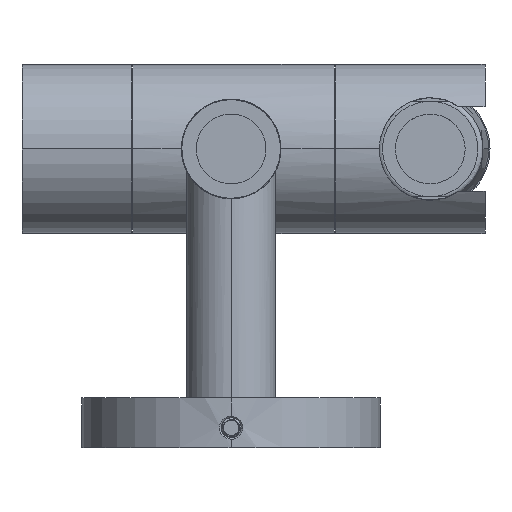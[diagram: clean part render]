
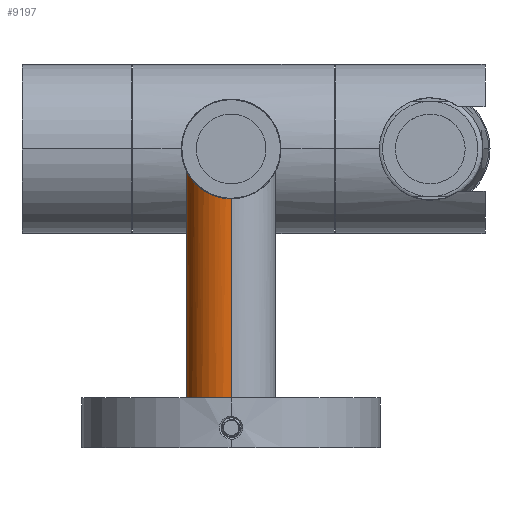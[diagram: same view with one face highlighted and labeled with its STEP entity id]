
A CAD part, front view. The second image highlights one B-rep face of the part: STEP entity #9197.
In plain terms, the highlighted cylindrical face has radius 9 mm (diameter 18 mm), a partial arc.
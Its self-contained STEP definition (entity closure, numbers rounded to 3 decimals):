
#4772=CARTESIAN_POINT('',(0.,-359.,50.));
#4773=CARTESIAN_POINT('',(-0.095,-359.,50.));
#4774=CARTESIAN_POINT('',(-0.286,-358.997,
50.003));
#4775=CARTESIAN_POINT('',(-0.571,-358.983,
50.015));
#4776=CARTESIAN_POINT('',(-0.857,-358.961,
50.035));
#4777=CARTESIAN_POINT('',(-1.143,-358.929,
50.064));
#4778=CARTESIAN_POINT('',(-1.429,-358.887,
50.101));
#4779=CARTESIAN_POINT('',(-1.716,-358.836,
50.147));
#4780=CARTESIAN_POINT('',(-2.004,-358.776,
50.201));
#4781=CARTESIAN_POINT('',(-2.291,-358.705,
50.265));
#4782=CARTESIAN_POINT('',(-2.578,-358.625,
50.337));
#4783=CARTESIAN_POINT('',(-2.866,-358.533,
50.418));
#4784=CARTESIAN_POINT('',(-3.154,-358.431,
50.509));
#4785=CARTESIAN_POINT('',(-3.441,-358.318,
50.609));
#4786=CARTESIAN_POINT('',(-3.727,-358.194,
50.719));
#4787=CARTESIAN_POINT('',(-4.014,-358.058,
50.839));
#4788=CARTESIAN_POINT('',(-4.299,-357.909,
50.969));
#4789=CARTESIAN_POINT('',(-4.583,-357.748,
51.11));
#4790=CARTESIAN_POINT('',(-4.865,-357.574,
51.261));
#4791=CARTESIAN_POINT('',(-5.146,-357.386,
51.424));
#4792=CARTESIAN_POINT('',(-5.424,-357.185,
51.596));
#4793=CARTESIAN_POINT('',(-5.698,-356.97,
51.78));
#4794=CARTESIAN_POINT('',(-5.968,-356.74,
51.974));
#4795=CARTESIAN_POINT('',(-6.234,-356.495,
52.178));
#4796=CARTESIAN_POINT('',(-6.493,-356.236,
52.392));
#4797=CARTESIAN_POINT('',(-6.746,-355.962,
52.615));
#4798=CARTESIAN_POINT('',(-6.99,-355.673,
52.846));
#4799=CARTESIAN_POINT('',(-7.224,-355.372,
53.083));
#4800=CARTESIAN_POINT('',(-7.447,-355.059,
53.323));
#4801=CARTESIAN_POINT('',(-7.656,-354.736,
53.565));
#4802=CARTESIAN_POINT('',(-7.851,-354.406,
53.803));
#4803=CARTESIAN_POINT('',(-8.027,-354.075,
54.034));
#4804=CARTESIAN_POINT('',(-8.186,-353.747,
54.254));
#4805=CARTESIAN_POINT('',(-8.326,-353.424,
54.459));
#4806=CARTESIAN_POINT('',(-8.447,-353.112,
54.646));
#4807=CARTESIAN_POINT('',(-8.551,-352.813,
54.814));
#4808=CARTESIAN_POINT('',(-8.639,-352.529,
54.963));
#4809=CARTESIAN_POINT('',(-8.713,-352.258,
55.093));
#4810=CARTESIAN_POINT('',(-8.776,-352.002,
55.205));
#4811=CARTESIAN_POINT('',(-8.828,-351.759,
55.301));
#4812=CARTESIAN_POINT('',(-8.871,-351.526,
55.383));
#4813=CARTESIAN_POINT('',(-8.906,-351.303,
55.452));
#4814=CARTESIAN_POINT('',(-8.935,-351.088,
55.509));
#4815=CARTESIAN_POINT('',(-8.958,-350.879,
55.555));
#4816=CARTESIAN_POINT('',(-8.975,-350.677,
55.59));
#4817=CARTESIAN_POINT('',(-8.988,-350.479,
55.616));
#4818=CARTESIAN_POINT('',(-8.996,-350.285,
55.633));
#4819=CARTESIAN_POINT('',(-9.,-350.093,
55.642));
#4820=CARTESIAN_POINT('',(-9.,-349.901,
55.641));
#4821=CARTESIAN_POINT('',(-8.996,-349.709,55.633));
#4822=CARTESIAN_POINT('',(-8.988,-349.515,
55.616));
#4823=CARTESIAN_POINT('',(-8.975,-349.317,
55.589));
#4824=CARTESIAN_POINT('',(-8.957,-349.116,
55.554));
#4825=CARTESIAN_POINT('',(-8.934,-348.909,
55.508));
#4826=CARTESIAN_POINT('',(-8.906,-348.694,
55.451));
#4827=CARTESIAN_POINT('',(-8.87,-348.472,
55.383));
#4828=CARTESIAN_POINT('',(-8.827,-348.238,
55.3));
#4829=CARTESIAN_POINT('',(-8.775,-347.994,
55.204));
#4830=CARTESIAN_POINT('',(-8.713,-347.738,
55.091));
#4831=CARTESIAN_POINT('',(-8.638,-347.468,
54.961));
#4832=CARTESIAN_POINT('',(-8.55,-347.185,
54.813));
#4833=CARTESIAN_POINT('',(-8.446,-346.886,
54.645));
#4834=CARTESIAN_POINT('',(-8.325,-346.574,
54.458));
#4835=CARTESIAN_POINT('',(-8.185,-346.252,
54.253));
#4836=CARTESIAN_POINT('',(-8.027,-345.924,
54.034));
#4837=CARTESIAN_POINT('',(-7.85,-345.592,
53.803));
#4838=CARTESIAN_POINT('',(-7.656,-345.263,
53.564));
#4839=CARTESIAN_POINT('',(-7.447,-344.941,
53.323));
#4840=CARTESIAN_POINT('',(-7.224,-344.628,
53.083));
#4841=CARTESIAN_POINT('',(-6.99,-344.326,
52.846));
#4842=CARTESIAN_POINT('',(-6.746,-344.038,
52.615));
#4843=CARTESIAN_POINT('',(-6.493,-343.764,
52.392));
#4844=CARTESIAN_POINT('',(-6.234,-343.505,
52.178));
#4845=CARTESIAN_POINT('',(-5.968,-343.26,
51.974));
#4846=CARTESIAN_POINT('',(-5.698,-343.03,
51.78));
#4847=CARTESIAN_POINT('',(-5.424,-342.815,
51.596));
#4848=CARTESIAN_POINT('',(-5.146,-342.614,
51.424));
#4849=CARTESIAN_POINT('',(-4.865,-342.426,
51.261));
#4850=CARTESIAN_POINT('',(-4.583,-342.252,
51.11));
#4851=CARTESIAN_POINT('',(-4.299,-342.091,
50.969));
#4852=CARTESIAN_POINT('',(-4.014,-341.942,
50.839));
#4853=CARTESIAN_POINT('',(-3.727,-341.806,
50.719));
#4854=CARTESIAN_POINT('',(-3.441,-341.682,
50.609));
#4855=CARTESIAN_POINT('',(-3.154,-341.569,
50.509));
#4856=CARTESIAN_POINT('',(-2.866,-341.467,
50.418));
#4857=CARTESIAN_POINT('',(-2.578,-341.375,
50.337));
#4858=CARTESIAN_POINT('',(-2.291,-341.295,
50.265));
#4859=CARTESIAN_POINT('',(-2.004,-341.224,
50.201));
#4860=CARTESIAN_POINT('',(-1.716,-341.164,
50.147));
#4861=CARTESIAN_POINT('',(-1.429,-341.113,
50.101));
#4862=CARTESIAN_POINT('',(-1.143,-341.071,
50.064));
#4863=CARTESIAN_POINT('',(-0.857,-341.039,
50.035));
#4864=CARTESIAN_POINT('',(-0.571,-341.017,
50.015));
#4865=CARTESIAN_POINT('',(-0.286,-341.003,
50.003));
#4866=CARTESIAN_POINT('',(-0.095,-341.,50.));
#4867=CARTESIAN_POINT('',(0.,-341.,50.));
#4974=DIRECTION('',(0.,0.,1.));
#4975=VECTOR('',#4974,40.);
#4976=CARTESIAN_POINT('',(0.,-359.,10.));
#4977=LINE('',#4976,#4975);
#4978=DIRECTION('',(0.,0.,1.));
#4979=VECTOR('',#4978,40.);
#4980=CARTESIAN_POINT('',(0.,-341.,10.));
#4981=LINE('',#4980,#4979);
#4992=CARTESIAN_POINT('',(0.,-350.,10.));
#4993=DIRECTION('',(0.,0.,1.));
#4994=DIRECTION('',(0.,1.,0.));
#4995=AXIS2_PLACEMENT_3D('',#4992,#4993,#4994);
#7233=CARTESIAN_POINT('',(0.,-359.,50.));
#7234=VERTEX_POINT('',#7233);
#7235=VERTEX_POINT('',#4867);
#7473=CARTESIAN_POINT('',(0.,-341.,10.));
#7474=VERTEX_POINT('',#7473);
#7475=CARTESIAN_POINT('',(0.,-359.,10.));
#7476=VERTEX_POINT('',#7475);
#9185=CARTESIAN_POINT('',(0.,-350.,-3.));
#9186=DIRECTION('',(0.,0.,-1.));
#9187=DIRECTION('',(0.,1.,0.));
#9188=AXIS2_PLACEMENT_3D('',#9185,#9186,#9187);
#9189=CYLINDRICAL_SURFACE('',#9188,9.);
#9190=ORIENTED_EDGE('',*,*,#9143,.F.);
#9191=ORIENTED_EDGE('',*,*,#9180,.F.);
#9193=ORIENTED_EDGE('',*,*,#9192,.F.);
#9194=ORIENTED_EDGE('',*,*,#9176,.T.);
#9195=EDGE_LOOP('',(#9190,#9191,#9193,#9194));
#9196=FACE_OUTER_BOUND('',#9195,.F.);
#9197=ADVANCED_FACE('',(#9196),#9189,.T.);
#4868=B_SPLINE_CURVE_WITH_KNOTS('',3,(#4772,#4773,#4774,#4775,#4776,#4777,#4778,
#4779,#4780,#4781,#4782,#4783,#4784,#4785,#4786,#4787,#4788,#4789,#4790,#4791,
#4792,#4793,#4794,#4795,#4796,#4797,#4798,#4799,#4800,#4801,#4802,#4803,#4804,
#4805,#4806,#4807,#4808,#4809,#4810,#4811,#4812,#4813,#4814,#4815,#4816,#4817,
#4818,#4819,#4820,#4821,#4822,#4823,#4824,#4825,#4826,#4827,#4828,#4829,#4830,
#4831,#4832,#4833,#4834,#4835,#4836,#4837,#4838,#4839,#4840,#4841,#4842,#4843,
#4844,#4845,#4846,#4847,#4848,#4849,#4850,#4851,#4852,#4853,#4854,#4855,#4856,
#4857,#4858,#4859,#4860,#4861,#4862,#4863,#4864,#4865,#4866,#4867),
.UNSPECIFIED.,.F.,.F.,(4,1,1,1,1,1,1,1,1,1,1,1,1,1,1,1,1,1,1,1,1,1,1,1,1,1,1,1,
1,1,1,1,1,1,1,1,1,1,1,1,1,1,1,1,1,1,1,1,1,1,1,1,1,1,1,1,1,1,1,1,1,1,1,1,1,1,1,1,
1,1,1,1,1,1,1,1,1,1,1,1,1,1,1,1,1,1,1,1,1,1,1,1,1,4),(0.,0.011,
0.022,0.032,0.043,0.054,
0.065,0.075,0.086,0.097,
0.108,0.118,0.129,0.14,
0.151,0.161,0.172,0.183,
0.194,0.204,0.215,0.226,
0.237,0.247,0.258,0.269,
0.28,0.29,0.301,0.312,
0.323,0.333,0.344,0.355,
0.366,0.376,0.387,0.398,
0.409,0.419,0.43,0.441,
0.452,0.462,0.473,0.484,
0.495,0.505,0.516,0.527,
0.538,0.548,0.559,0.57,
0.581,0.591,0.602,0.613,
0.624,0.634,0.645,0.656,
0.667,0.677,0.688,0.699,
0.71,0.72,0.731,0.742,
0.753,0.763,0.774,0.785,
0.796,0.806,0.817,0.828,
0.839,0.849,0.86,0.871,
0.882,0.892,0.903,0.914,
0.925,0.935,0.946,0.957,
0.968,0.978,0.989,1.),.UNSPECIFIED.);
#4996=CIRCLE('',#4995,9.);
#9143=EDGE_CURVE('',#7234,#7235,#4868,.T.);
#9176=EDGE_CURVE('',#7474,#7235,#4981,.T.);
#9180=EDGE_CURVE('',#7476,#7234,#4977,.T.);
#9192=EDGE_CURVE('',#7474,#7476,#4996,.T.);
